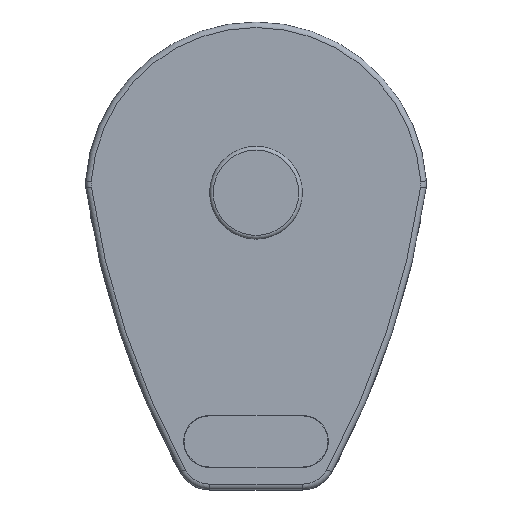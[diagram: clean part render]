
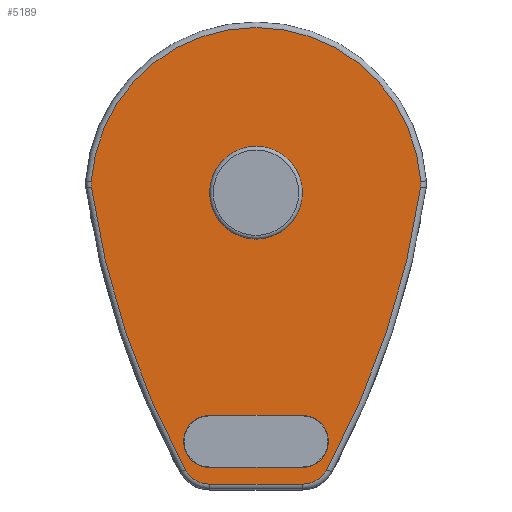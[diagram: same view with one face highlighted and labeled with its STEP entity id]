
A CAD part, top view. The second image highlights one B-rep face of the part: STEP entity #5189.
In plain terms, the highlighted planar face has unit normal (0, 0, 1).
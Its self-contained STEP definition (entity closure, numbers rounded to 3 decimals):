
#381=LINE('',#9258,#468);
#386=LINE('',#9272,#473);
#391=LINE('',#9308,#478);
#468=VECTOR('',#7625,10.);
#473=VECTOR('',#7638,10.);
#478=VECTOR('',#7681,10.);
#590=PLANE('',#5998);
#697=FACE_BOUND('',#1818,.T.);
#698=FACE_BOUND('',#1819,.T.);
#1330=FACE_OUTER_BOUND('',#1817,.T.);
#1817=EDGE_LOOP('',(#4358,#4359,#4360,#4361,#4362,#4363,#4364,#4365));
#1818=EDGE_LOOP('',(#4366));
#1819=EDGE_LOOP('',(#4367,#4368,#4369,#4370));
#2121=CIRCLE('',#5252,25.);
#2485=CIRCLE('',#5982,14.);
#2487=CIRCLE('',#5986,14.);
#2495=CIRCLE('',#5999,15.);
#2496=CIRCLE('',#6000,89.);
#2497=CIRCLE('',#6001,15.);
#2498=CIRCLE('',#6002,455.);
#2499=CIRCLE('',#6003,15.);
#2500=CIRCLE('',#6004,15.);
#2501=CIRCLE('',#6005,455.);
#2543=VERTEX_POINT('',#7875);
#2957=VERTEX_POINT('',#9256);
#2958=VERTEX_POINT('',#9257);
#2961=VERTEX_POINT('',#9265);
#2963=VERTEX_POINT('',#9271);
#2969=VERTEX_POINT('',#9296);
#2970=VERTEX_POINT('',#9297);
#2971=VERTEX_POINT('',#9299);
#2972=VERTEX_POINT('',#9301);
#2973=VERTEX_POINT('',#9303);
#2974=VERTEX_POINT('',#9305);
#2975=VERTEX_POINT('',#9307);
#2976=VERTEX_POINT('',#9309);
#3024=EDGE_CURVE('',#2543,#2543,#2121,.T.);
#3506=EDGE_CURVE('',#2957,#2958,#381,.T.);
#3510=EDGE_CURVE('',#2961,#2957,#2485,.T.);
#3513=EDGE_CURVE('',#2963,#2961,#386,.T.);
#3516=EDGE_CURVE('',#2958,#2963,#2487,.T.);
#3526=EDGE_CURVE('',#2969,#2970,#2495,.T.);
#3527=EDGE_CURVE('',#2971,#2969,#2496,.T.);
#3528=EDGE_CURVE('',#2972,#2971,#2497,.T.);
#3529=EDGE_CURVE('',#2973,#2972,#2498,.T.);
#3530=EDGE_CURVE('',#2974,#2973,#2499,.T.);
#3531=EDGE_CURVE('',#2975,#2974,#391,.T.);
#3532=EDGE_CURVE('',#2976,#2975,#2500,.T.);
#3533=EDGE_CURVE('',#2970,#2976,#2501,.T.);
#4358=ORIENTED_EDGE('',*,*,#3526,.F.);
#4359=ORIENTED_EDGE('',*,*,#3527,.F.);
#4360=ORIENTED_EDGE('',*,*,#3528,.F.);
#4361=ORIENTED_EDGE('',*,*,#3529,.F.);
#4362=ORIENTED_EDGE('',*,*,#3530,.F.);
#4363=ORIENTED_EDGE('',*,*,#3531,.F.);
#4364=ORIENTED_EDGE('',*,*,#3532,.F.);
#4365=ORIENTED_EDGE('',*,*,#3533,.F.);
#4366=ORIENTED_EDGE('',*,*,#3024,.T.);
#4367=ORIENTED_EDGE('',*,*,#3510,.T.);
#4368=ORIENTED_EDGE('',*,*,#3506,.T.);
#4369=ORIENTED_EDGE('',*,*,#3516,.T.);
#4370=ORIENTED_EDGE('',*,*,#3513,.T.);
#5189=ADVANCED_FACE('',(#1330,#697,#698),#590,.T.);
#5252=AXIS2_PLACEMENT_3D('',#7876,#6109,#6110);
#5982=AXIS2_PLACEMENT_3D('',#9266,#7631,#7632);
#5986=AXIS2_PLACEMENT_3D('',#9277,#7643,#7644);
#5998=AXIS2_PLACEMENT_3D('',#9295,#7669,#7670);
#5999=AXIS2_PLACEMENT_3D('',#9298,#7671,#7672);
#6000=AXIS2_PLACEMENT_3D('',#9300,#7673,#7674);
#6001=AXIS2_PLACEMENT_3D('',#9302,#7675,#7676);
#6002=AXIS2_PLACEMENT_3D('',#9304,#7677,#7678);
#6003=AXIS2_PLACEMENT_3D('',#9306,#7679,#7680);
#6004=AXIS2_PLACEMENT_3D('',#9310,#7682,#7683);
#6005=AXIS2_PLACEMENT_3D('',#9311,#7684,#7685);
#6109=DIRECTION('center_axis',(0.,0.,
-1.));
#6110=DIRECTION('ref_axis',(-1.,0.,0.));
#7625=DIRECTION('',(-1.,0.,0.));
#7631=DIRECTION('center_axis',(0.,0.,
-1.));
#7632=DIRECTION('ref_axis',(0.,-1.,0.));
#7638=DIRECTION('',(1.,0.,0.));
#7643=DIRECTION('center_axis',(0.,0.,
-1.));
#7644=DIRECTION('ref_axis',(0.,1.,0.));
#7669=DIRECTION('center_axis',(0.,0.,
1.));
#7670=DIRECTION('ref_axis',(-1.,0.,0.));
#7671=DIRECTION('center_axis',(0.,0.,
-1.));
#7672=DIRECTION('ref_axis',(0.818,0.575,0.));
#7673=DIRECTION('center_axis',(0.,0.,
-1.));
#7674=DIRECTION('ref_axis',(0.,1.,0.));
#7675=DIRECTION('center_axis',(0.,0.,
-1.));
#7676=DIRECTION('ref_axis',(-0.818,0.575,0.));
#7677=DIRECTION('center_axis',(0.,0.,
-1.));
#7678=DIRECTION('ref_axis',(-0.947,-0.321,0.));
#7679=DIRECTION('center_axis',(0.,0.,
-1.));
#7680=DIRECTION('ref_axis',(-0.511,-0.859,0.));
#7681=DIRECTION('',(-1.,0.,0.));
#7682=DIRECTION('center_axis',(0.,0.,
-1.));
#7683=DIRECTION('ref_axis',(0.511,-0.859,0.));
#7684=DIRECTION('center_axis',(0.,0.,
-1.));
#7685=DIRECTION('ref_axis',(0.947,-0.321,0.));
#7875=CARTESIAN_POINT('',(-25.,0.,94.));
#7876=CARTESIAN_POINT('Origin',(0.,0.,
94.));
#9256=CARTESIAN_POINT('',(25.,-148.,94.));
#9257=CARTESIAN_POINT('',(-25.,-148.,94.));
#9258=CARTESIAN_POINT('',(-12.5,-148.,94.));
#9265=CARTESIAN_POINT('',(25.,-120.,94.));
#9266=CARTESIAN_POINT('Origin',(25.,-134.,94.));
#9271=CARTESIAN_POINT('',(-25.,-120.,94.));
#9272=CARTESIAN_POINT('',(12.5,-120.,94.));
#9277=CARTESIAN_POINT('Origin',(-25.,-134.,94.));
#9295=CARTESIAN_POINT('Origin',(0.,-52.076,
94.));
#9296=CARTESIAN_POINT('',(88.786,6.175,94.));
#9297=CARTESIAN_POINT('',(88.668,2.992,94.));
#9298=CARTESIAN_POINT('Origin',(73.822,5.134,94.));
#9299=CARTESIAN_POINT('',(-88.786,6.175,94.));
#9300=CARTESIAN_POINT('Origin',(0.,0.,
94.));
#9301=CARTESIAN_POINT('',(-88.668,2.992,94.));
#9302=CARTESIAN_POINT('Origin',(-73.822,5.134,94.));
#9303=CARTESIAN_POINT('',(-38.182,-149.158,94.));
#9304=CARTESIAN_POINT('Origin',(361.668,67.97,94.));
#9305=CARTESIAN_POINT('',(-25.,-157.,94.));
#9306=CARTESIAN_POINT('Origin',(-25.,-142.,94.));
#9307=CARTESIAN_POINT('',(25.,-157.,94.));
#9308=CARTESIAN_POINT('',(-12.5,-157.,94.));
#9309=CARTESIAN_POINT('',(38.182,-149.158,94.));
#9310=CARTESIAN_POINT('Origin',(25.,-142.,94.));
#9311=CARTESIAN_POINT('Origin',(-361.668,67.97,94.));
